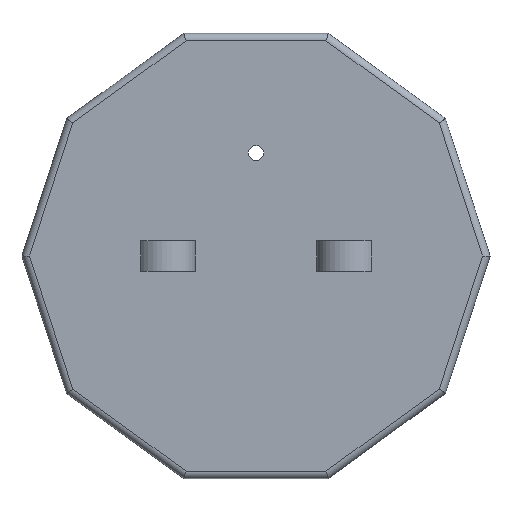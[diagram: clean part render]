
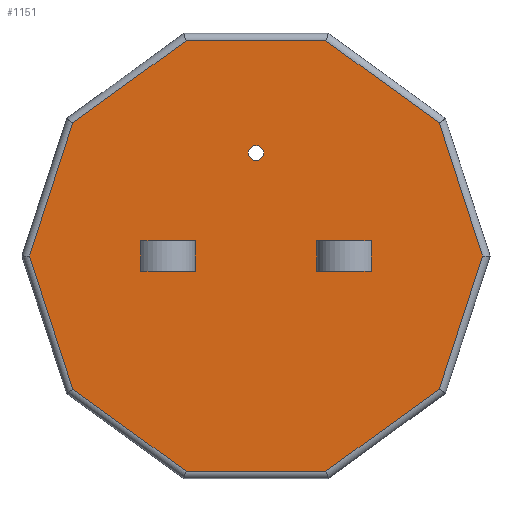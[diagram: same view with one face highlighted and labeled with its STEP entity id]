
A CAD part, front view. The second image highlights one B-rep face of the part: STEP entity #1151.
In plain terms, the highlighted planar face has unit normal (0, -1, 0).
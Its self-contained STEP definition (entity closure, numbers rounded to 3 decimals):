
#39=FACE_BOUND('',#187,.T.);
#40=FACE_BOUND('',#188,.T.);
#41=FACE_BOUND('',#189,.T.);
#58=PLANE('',#1261);
#115=FACE_OUTER_BOUND('',#186,.T.);
#186=EDGE_LOOP('',(#888,#889,#890,#891,#892,#893,#894,#895,#896,#897));
#187=EDGE_LOOP('',(#898));
#188=EDGE_LOOP('',(#899,#900,#901,#902));
#189=EDGE_LOOP('',(#903,#904,#905,#906));
#234=LINE('',#1653,#367);
#238=LINE('',#1662,#371);
#241=LINE('',#1669,#374);
#243=LINE('',#1677,#376);
#248=LINE('',#1698,#381);
#250=LINE('',#1701,#383);
#251=LINE('',#1704,#384);
#253=LINE('',#1707,#386);
#254=LINE('',#1711,#387);
#256=LINE('',#1719,#389);
#258=LINE('',#1725,#391);
#261=LINE('',#1733,#394);
#263=LINE('',#1739,#396);
#265=LINE('',#1745,#398);
#267=LINE('',#1751,#400);
#268=LINE('',#1755,#401);
#271=LINE('',#1763,#404);
#273=LINE('',#1767,#406);
#367=VECTOR('',#1323,10.);
#371=VECTOR('',#1329,10.);
#374=VECTOR('',#1336,10.);
#376=VECTOR('',#1344,10.);
#381=VECTOR('',#1369,10.);
#383=VECTOR('',#1373,10.);
#384=VECTOR('',#1376,10.);
#386=VECTOR('',#1380,10.);
#387=VECTOR('',#1383,10.);
#389=VECTOR('',#1391,10.);
#391=VECTOR('',#1397,10.);
#394=VECTOR('',#1404,10.);
#396=VECTOR('',#1410,10.);
#398=VECTOR('',#1416,10.);
#400=VECTOR('',#1422,10.);
#401=VECTOR('',#1427,10.);
#404=VECTOR('',#1434,10.);
#406=VECTOR('',#1440,10.);
#497=CIRCLE('',#1214,1.25);
#507=VERTEX_POINT('',#1641);
#511=VERTEX_POINT('',#1650);
#512=VERTEX_POINT('',#1652);
#515=VERTEX_POINT('',#1659);
#516=VERTEX_POINT('',#1661);
#518=VERTEX_POINT('',#1667);
#521=VERTEX_POINT('',#1675);
#527=VERTEX_POINT('',#1697);
#528=VERTEX_POINT('',#1703);
#529=VERTEX_POINT('',#1709);
#530=VERTEX_POINT('',#1710);
#533=VERTEX_POINT('',#1718);
#535=VERTEX_POINT('',#1724);
#538=VERTEX_POINT('',#1732);
#540=VERTEX_POINT('',#1738);
#542=VERTEX_POINT('',#1744);
#544=VERTEX_POINT('',#1750);
#545=VERTEX_POINT('',#1754);
#548=VERTEX_POINT('',#1762);
#609=EDGE_CURVE('',#507,#507,#497,.T.);
#614=EDGE_CURVE('',#512,#511,#234,.T.);
#618=EDGE_CURVE('',#516,#515,#238,.T.);
#622=EDGE_CURVE('',#511,#518,#241,.T.);
#626=EDGE_CURVE('',#515,#521,#243,.T.);
#636=EDGE_CURVE('',#527,#516,#248,.T.);
#638=EDGE_CURVE('',#521,#527,#250,.T.);
#639=EDGE_CURVE('',#528,#512,#251,.T.);
#641=EDGE_CURVE('',#518,#528,#253,.T.);
#642=EDGE_CURVE('',#529,#530,#254,.T.);
#646=EDGE_CURVE('',#530,#533,#256,.T.);
#649=EDGE_CURVE('',#533,#535,#258,.T.);
#653=EDGE_CURVE('',#535,#538,#261,.T.);
#656=EDGE_CURVE('',#538,#540,#263,.T.);
#659=EDGE_CURVE('',#540,#542,#265,.T.);
#662=EDGE_CURVE('',#542,#544,#267,.T.);
#664=EDGE_CURVE('',#545,#529,#268,.T.);
#668=EDGE_CURVE('',#544,#548,#271,.T.);
#671=EDGE_CURVE('',#548,#545,#273,.T.);
#888=ORIENTED_EDGE('',*,*,#642,.F.);
#889=ORIENTED_EDGE('',*,*,#664,.F.);
#890=ORIENTED_EDGE('',*,*,#671,.F.);
#891=ORIENTED_EDGE('',*,*,#668,.F.);
#892=ORIENTED_EDGE('',*,*,#662,.F.);
#893=ORIENTED_EDGE('',*,*,#659,.F.);
#894=ORIENTED_EDGE('',*,*,#656,.F.);
#895=ORIENTED_EDGE('',*,*,#653,.F.);
#896=ORIENTED_EDGE('',*,*,#649,.F.);
#897=ORIENTED_EDGE('',*,*,#646,.F.);
#898=ORIENTED_EDGE('',*,*,#609,.T.);
#899=ORIENTED_EDGE('',*,*,#626,.T.);
#900=ORIENTED_EDGE('',*,*,#638,.T.);
#901=ORIENTED_EDGE('',*,*,#636,.T.);
#902=ORIENTED_EDGE('',*,*,#618,.T.);
#903=ORIENTED_EDGE('',*,*,#639,.T.);
#904=ORIENTED_EDGE('',*,*,#614,.T.);
#905=ORIENTED_EDGE('',*,*,#622,.T.);
#906=ORIENTED_EDGE('',*,*,#641,.T.);
#1151=ADVANCED_FACE('',(#115,#39,#40,#41),#58,.F.);
#1214=AXIS2_PLACEMENT_3D('',#1642,#1314,#1315);
#1261=AXIS2_PLACEMENT_3D('',#1790,#1462,#1463);
#1314=DIRECTION('center_axis',(0.,1.,0.));
#1315=DIRECTION('ref_axis',(1.,0.,0.));
#1323=DIRECTION('',(0.,0.,1.));
#1329=DIRECTION('',(0.,0.,-1.));
#1336=DIRECTION('',(1.,0.,0.));
#1344=DIRECTION('',(-1.,0.,0.));
#1369=DIRECTION('',(1.,0.,0.));
#1373=DIRECTION('',(0.,0.,1.));
#1376=DIRECTION('',(-1.,0.,0.));
#1380=DIRECTION('',(0.,0.,-1.));
#1383=DIRECTION('',(-0.309,0.,0.951));
#1391=DIRECTION('',(0.309,0.,0.951));
#1397=DIRECTION('',(0.809,0.,0.588));
#1404=DIRECTION('',(1.,0.,0.));
#1410=DIRECTION('',(0.809,0.,-0.588));
#1416=DIRECTION('',(0.309,0.,-0.951));
#1422=DIRECTION('',(-0.309,0.,-0.951));
#1427=DIRECTION('',(-0.809,0.,0.588));
#1434=DIRECTION('',(-0.809,0.,-0.588));
#1440=DIRECTION('',(-1.,0.,0.));
#1462=DIRECTION('center_axis',(0.,1.,0.));
#1463=DIRECTION('ref_axis',(0.,0.,1.));
#1641=CARTESIAN_POINT('',(-1.25,0.,17.));
#1642=CARTESIAN_POINT('Origin',(0.,0.,17.));
#1650=CARTESIAN_POINT('',(-19.,0.,2.5));
#1652=CARTESIAN_POINT('',(-19.,0.,-2.5));
#1653=CARTESIAN_POINT('',(-19.,0.,-2.5));
#1659=CARTESIAN_POINT('',(19.,0.,-2.5));
#1661=CARTESIAN_POINT('',(19.,0.,2.5));
#1662=CARTESIAN_POINT('',(19.,0.,2.5));
#1667=CARTESIAN_POINT('',(-10.,0.,2.5));
#1669=CARTESIAN_POINT('',(-5.,0.,2.5));
#1675=CARTESIAN_POINT('',(10.,0.,-2.5));
#1677=CARTESIAN_POINT('',(5.,0.,-2.5));
#1697=CARTESIAN_POINT('',(10.,0.,2.5));
#1698=CARTESIAN_POINT('',(10.,0.,2.5));
#1701=CARTESIAN_POINT('',(10.,0.,1.25));
#1703=CARTESIAN_POINT('',(-10.,0.,-2.5));
#1704=CARTESIAN_POINT('',(-10.,0.,-2.5));
#1707=CARTESIAN_POINT('',(-10.,0.,-1.25));
#1709=CARTESIAN_POINT('',(-30.241,0.,-21.971));
#1710=CARTESIAN_POINT('',(-37.38,0.,0.));
#1711=CARTESIAN_POINT('',(-31.965,0.,-16.664));
#1718=CARTESIAN_POINT('',(-30.241,0.,21.971));
#1719=CARTESIAN_POINT('',(-35.655,0.,5.307));
#1724=CARTESIAN_POINT('',(-11.551,0.,35.55));
#1725=CARTESIAN_POINT('',(-25.726,0.,25.252));
#1732=CARTESIAN_POINT('',(11.551,0.,35.55));
#1733=CARTESIAN_POINT('',(-5.97,0.,35.55));
#1738=CARTESIAN_POINT('',(30.241,0.,21.971));
#1739=CARTESIAN_POINT('',(16.066,0.,32.27));
#1744=CARTESIAN_POINT('',(37.38,0.,0.));
#1745=CARTESIAN_POINT('',(31.965,0.,16.664));
#1750=CARTESIAN_POINT('',(30.241,0.,-21.971));
#1751=CARTESIAN_POINT('',(35.655,0.,-5.307));
#1754=CARTESIAN_POINT('',(-11.551,0.,-35.55));
#1755=CARTESIAN_POINT('',(-16.066,0.,-32.27));
#1762=CARTESIAN_POINT('',(11.551,0.,-35.55));
#1763=CARTESIAN_POINT('',(25.726,0.,-25.252));
#1767=CARTESIAN_POINT('',(5.97,0.,-35.55));
#1790=CARTESIAN_POINT('Origin',(0.,0.,0.));
